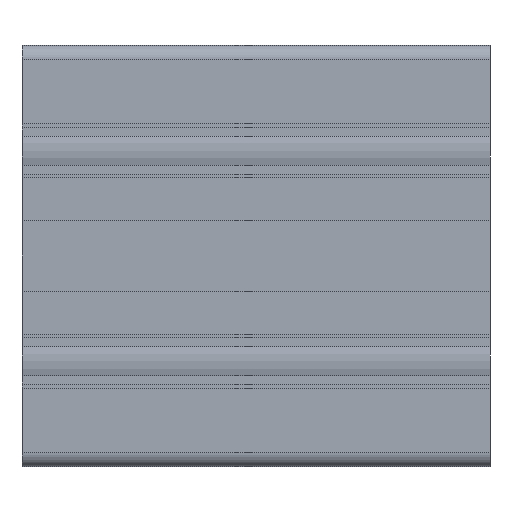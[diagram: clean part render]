
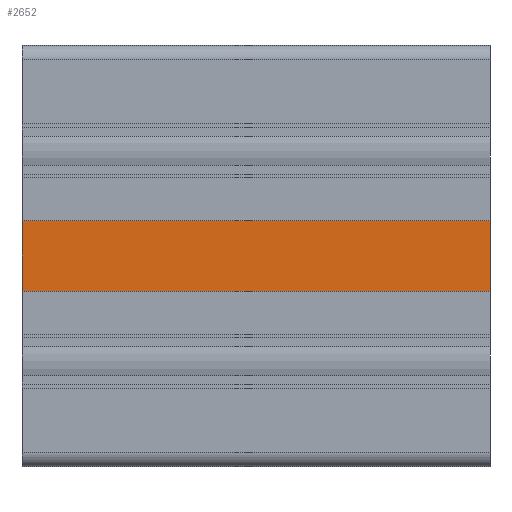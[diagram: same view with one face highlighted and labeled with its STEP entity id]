
A CAD part, front view. The second image highlights one B-rep face of the part: STEP entity #2652.
In plain terms, the highlighted planar face has unit normal (0, -1, 0).
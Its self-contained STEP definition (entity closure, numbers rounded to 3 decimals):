
#21 = VERTEX_POINT ( 'NONE', #5843 ) ;
#198 = VERTEX_POINT ( 'NONE', #9102 ) ;
#912 = VERTEX_POINT ( 'NONE', #1894 ) ;
#1251 = CARTESIAN_POINT ( 'NONE',  ( -100., -21.5, 30. ) ) ;
#1856 = ORIENTED_EDGE ( 'NONE', *, *, #4438, .F. ) ;
#1894 = CARTESIAN_POINT ( 'NONE',  ( -100., -21.5, 30. ) ) ;
#2000 = EDGE_CURVE ( 'NONE', #10641, #21, #8220, .T. ) ;
#2386 = VECTOR ( 'NONE', #8164, 1000. ) ;
#2591 = AXIS2_PLACEMENT_3D ( 'NONE', #3263, #10930, #6453 ) ;
#2652 = ADVANCED_FACE ( 'NONE', ( #3805 ), #11260, .T. ) ;
#2754 = LINE ( 'NONE', #6329, #7998 ) ;
#2809 = CARTESIAN_POINT ( 'NONE',  ( -100., -21.5, 15. ) ) ;
#2865 = DIRECTION ( 'NONE',  ( 0., 0., -1. ) ) ;
#3263 = CARTESIAN_POINT ( 'NONE',  ( -100., -21.5, 15. ) ) ;
#3805 = FACE_OUTER_BOUND ( 'NONE', #8902, .T. ) ;
#4081 = EDGE_CURVE ( 'NONE', #912, #198, #9244, .T. ) ;
#4438 = EDGE_CURVE ( 'NONE', #198, #21, #2754, .T. ) ;
#4600 = CARTESIAN_POINT ( 'NONE',  ( -100., -21.5, 15. ) ) ;
#4882 = ORIENTED_EDGE ( 'NONE', *, *, #9298, .T. ) ;
#5332 = ORIENTED_EDGE ( 'NONE', *, *, #4081, .F. ) ;
#5843 = CARTESIAN_POINT ( 'NONE',  ( 0., -21.5, 15. ) ) ;
#6329 = CARTESIAN_POINT ( 'NONE',  ( 0., -21.5, 15. ) ) ;
#6433 = LINE ( 'NONE', #2809, #8317 ) ;
#6453 = DIRECTION ( 'NONE',  ( 0., 0., -1. ) ) ;
#7998 = VECTOR ( 'NONE', #2865, 1000. ) ;
#8164 = DIRECTION ( 'NONE',  ( 1., 0., 0. ) ) ;
#8220 = LINE ( 'NONE', #4600, #2386 ) ;
#8231 = DIRECTION ( 'NONE',  ( 0., 0., -1. ) ) ;
#8317 = VECTOR ( 'NONE', #8231, 1000. ) ;
#8902 = EDGE_LOOP ( 'NONE', ( #1856, #5332, #4882, #8952 ) ) ;
#8952 = ORIENTED_EDGE ( 'NONE', *, *, #2000, .T. ) ;
#9102 = CARTESIAN_POINT ( 'NONE',  ( 0., -21.5, 30. ) ) ;
#9244 = LINE ( 'NONE', #1251, #10371 ) ;
#9298 = EDGE_CURVE ( 'NONE', #912, #10641, #6433, .T. ) ;
#10351 = DIRECTION ( 'NONE',  ( 1., 0., 0. ) ) ;
#10371 = VECTOR ( 'NONE', #10351, 1000. ) ;
#10641 = VERTEX_POINT ( 'NONE', #11084 ) ;
#10930 = DIRECTION ( 'NONE',  ( 0., -1., 0. ) ) ;
#11084 = CARTESIAN_POINT ( 'NONE',  ( -100., -21.5, 15. ) ) ;
#11260 = PLANE ( 'NONE',  #2591 ) ;
